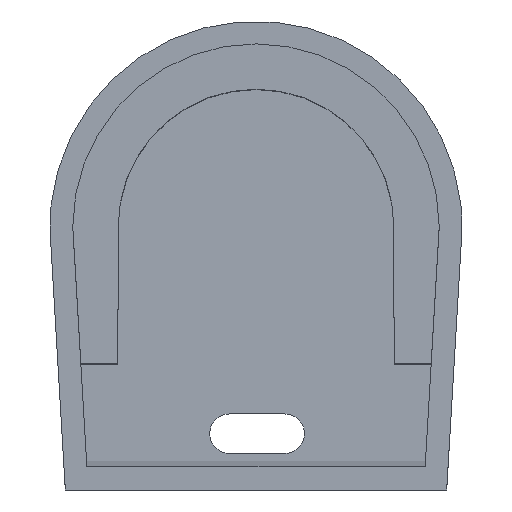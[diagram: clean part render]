
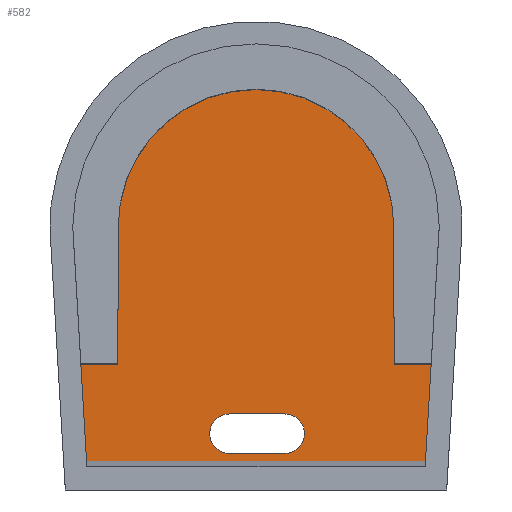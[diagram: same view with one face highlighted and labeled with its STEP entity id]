
A CAD part, top view. The second image highlights one B-rep face of the part: STEP entity #582.
In plain terms, the highlighted planar face has unit normal (0, 0, 1).
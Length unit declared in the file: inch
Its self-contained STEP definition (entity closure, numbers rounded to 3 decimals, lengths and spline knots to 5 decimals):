
#15=FACE_BOUND('',#97,.T.);
#29=PLANE('',#637);
#62=FACE_OUTER_BOUND('',#96,.T.);
#96=EDGE_LOOP('',(#476,#477,#478,#479,#480,#481,#482,#483));
#97=EDGE_LOOP('',(#484,#485,#486,#487));
#125=CIRCLE('',#624,0.60208);
#129=CIRCLE('',#638,0.08638);
#130=CIRCLE('',#639,0.08638);
#155=LINE('',#912,#209);
#158=LINE('',#918,#212);
#164=LINE('',#929,#218);
#165=LINE('',#932,#219);
#175=LINE('',#956,#229);
#178=LINE('',#962,#232);
#179=LINE('',#963,#233);
#180=LINE('',#966,#234);
#181=LINE('',#970,#235);
#209=VECTOR('',#738,0.3937);
#212=VECTOR('',#743,0.3937);
#218=VECTOR('',#751,0.3937);
#219=VECTOR('',#754,0.3937);
#229=VECTOR('',#778,0.3937);
#232=VECTOR('',#783,0.3937);
#233=VECTOR('',#784,0.3937);
#234=VECTOR('',#785,0.3937);
#235=VECTOR('',#788,0.3937);
#267=VERTEX_POINT('',#902);
#268=VERTEX_POINT('',#903);
#271=VERTEX_POINT('',#911);
#273=VERTEX_POINT('',#917);
#277=VERTEX_POINT('',#927);
#278=VERTEX_POINT('',#931);
#285=VERTEX_POINT('',#955);
#287=VERTEX_POINT('',#961);
#288=VERTEX_POINT('',#964);
#289=VERTEX_POINT('',#965);
#290=VERTEX_POINT('',#967);
#291=VERTEX_POINT('',#969);
#330=EDGE_CURVE('',#267,#268,#125,.T.);
#334=EDGE_CURVE('',#271,#267,#155,.T.);
#337=EDGE_CURVE('',#268,#273,#158,.T.);
#343=EDGE_CURVE('',#271,#277,#164,.T.);
#344=EDGE_CURVE('',#278,#273,#165,.T.);
#356=EDGE_CURVE('',#278,#285,#175,.T.);
#359=EDGE_CURVE('',#287,#277,#178,.T.);
#360=EDGE_CURVE('',#285,#287,#179,.F.);
#361=EDGE_CURVE('',#288,#289,#180,.T.);
#362=EDGE_CURVE('',#289,#290,#129,.T.);
#363=EDGE_CURVE('',#290,#291,#181,.T.);
#364=EDGE_CURVE('',#291,#288,#130,.T.);
#476=ORIENTED_EDGE('',*,*,#344,.T.);
#477=ORIENTED_EDGE('',*,*,#337,.F.);
#478=ORIENTED_EDGE('',*,*,#330,.F.);
#479=ORIENTED_EDGE('',*,*,#334,.F.);
#480=ORIENTED_EDGE('',*,*,#343,.T.);
#481=ORIENTED_EDGE('',*,*,#359,.F.);
#482=ORIENTED_EDGE('',*,*,#360,.F.);
#483=ORIENTED_EDGE('',*,*,#356,.F.);
#484=ORIENTED_EDGE('',*,*,#361,.T.);
#485=ORIENTED_EDGE('',*,*,#362,.T.);
#486=ORIENTED_EDGE('',*,*,#363,.T.);
#487=ORIENTED_EDGE('',*,*,#364,.T.);
#582=ADVANCED_FACE('',(#62,#15),#29,.T.);
#624=AXIS2_PLACEMENT_3D('',#904,#730,#731);
#637=AXIS2_PLACEMENT_3D('',#960,#781,#782);
#638=AXIS2_PLACEMENT_3D('',#968,#786,#787);
#639=AXIS2_PLACEMENT_3D('',#971,#789,#790);
#730=DIRECTION('center_axis',(0.,0.,-1.));
#731=DIRECTION('ref_axis',(1.,0.001,0.));
#738=DIRECTION('',(0.001,1.,0.));
#743=DIRECTION('',(0.001,-1.,0.));
#751=DIRECTION('',(-1.,0.,0.));
#754=DIRECTION('',(-1.,0.,0.));
#778=DIRECTION('',(-0.059,-0.998,0.));
#781=DIRECTION('center_axis',(0.,0.,1.));
#782=DIRECTION('ref_axis',(1.,0.,0.));
#783=DIRECTION('',(-0.059,0.998,0.));
#784=DIRECTION('',(1.,0.,0.));
#785=DIRECTION('',(-1.,0.,0.));
#786=DIRECTION('center_axis',(0.,0.,-1.));
#787=DIRECTION('ref_axis',(0.,-1.,0.));
#788=DIRECTION('',(1.,0.,0.));
#789=DIRECTION('center_axis',(0.,0.,-1.));
#790=DIRECTION('ref_axis',(0.,1.,0.));
#902=CARTESIAN_POINT('',(-0.60208,0.00067,-1.4));
#903=CARTESIAN_POINT('',(0.60208,0.00067,-1.4));
#904=CARTESIAN_POINT('Origin',(0.,0.,
-1.4));
#911=CARTESIAN_POINT('',(-0.60275,-0.59768,-1.4));
#912=CARTESIAN_POINT('',(-0.60241,-0.2974,-1.4));
#917=CARTESIAN_POINT('',(0.60275,-0.59768,-1.4));
#918=CARTESIAN_POINT('',(0.60208,0.00177,-1.4));
#927=CARTESIAN_POINT('',(-0.76471,-0.59768,-1.4));
#929=CARTESIAN_POINT('',(-0.38235,-0.59768,-1.4));
#931=CARTESIAN_POINT('',(0.76475,-0.59768,-1.4));
#932=CARTESIAN_POINT('',(-0.38235,-0.59768,-1.4));
#955=CARTESIAN_POINT('',(0.73984,-1.02066,-1.4));
#956=CARTESIAN_POINT('',(0.79281,-0.12122,-1.4));
#960=CARTESIAN_POINT('Origin',(0.,-0.19989,-1.4));
#961=CARTESIAN_POINT('',(-0.73981,-1.02066,-1.4));
#962=CARTESIAN_POINT('',(-0.75456,-0.77002,-1.4));
#963=CARTESIAN_POINT('',(0.,-1.02066,-1.4));
#964=CARTESIAN_POINT('',(0.12581,-0.98667,-1.4));
#965=CARTESIAN_POINT('',(-0.11567,-0.98667,-1.4));
#966=CARTESIAN_POINT('',(-0.05783,-0.98667,-1.4));
#967=CARTESIAN_POINT('',(-0.11567,-0.8139,-1.4));
#968=CARTESIAN_POINT('Origin',(-0.11567,-0.90028,-1.4));
#969=CARTESIAN_POINT('',(0.12581,-0.8139,-1.4));
#970=CARTESIAN_POINT('',(0.0629,-0.8139,-1.4));
#971=CARTESIAN_POINT('Origin',(0.12581,-0.90028,-1.4));
